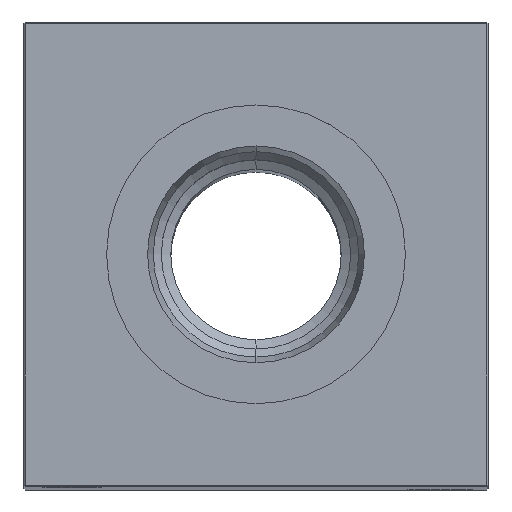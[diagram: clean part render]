
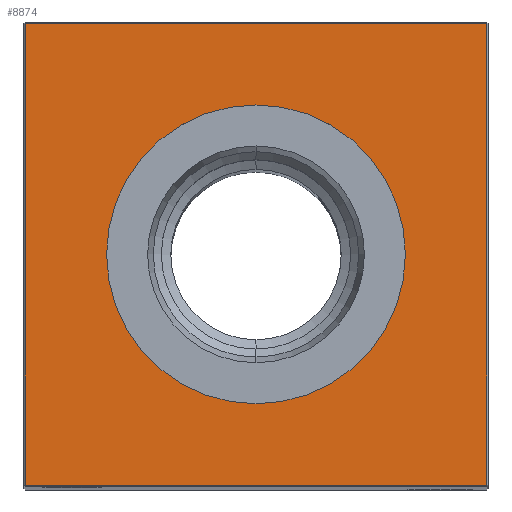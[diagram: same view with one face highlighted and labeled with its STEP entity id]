
A CAD part, top view. The second image highlights one B-rep face of the part: STEP entity #8874.
In plain terms, the highlighted planar face has unit normal (0, 0, 1).
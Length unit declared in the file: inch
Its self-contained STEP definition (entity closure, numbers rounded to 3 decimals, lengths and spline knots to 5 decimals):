
#35 = DIRECTION ( 'NONE',  ( 0., 0., -1. ) ) ;
#1706 = CARTESIAN_POINT ( 'NONE',  ( 0., 0., 12.25 ) ) ;
#1933 = CARTESIAN_POINT ( 'NONE',  ( -1.49, -1.49, 12.25 ) ) ;
#3168 = CARTESIAN_POINT ( 'NONE',  ( 1.49, 0., 12.25 ) ) ;
#3184 = AXIS2_PLACEMENT_3D ( 'NONE', #17717, #35, #4028 ) ;
#3862 = ORIENTED_EDGE ( 'NONE', *, *, #16767, .T. ) ;
#3921 = EDGE_CURVE ( 'NONE', #12002, #18900, #13549, .T. ) ;
#4028 = DIRECTION ( 'NONE',  ( -1., 0., 0. ) ) ;
#4474 = AXIS2_PLACEMENT_3D ( 'NONE', #1706, #9586, #17450 ) ;
#5388 = DIRECTION ( 'NONE',  ( -1., 0., 0. ) ) ;
#5446 = CARTESIAN_POINT ( 'NONE',  ( -1.49, 1.49, 12.25 ) ) ;
#5496 = LINE ( 'NONE', #3168, #22543 ) ;
#5540 = CARTESIAN_POINT ( 'NONE',  ( 0., -1.49, 12.25 ) ) ;
#6049 = DIRECTION ( 'NONE',  ( -1., 0., 0. ) ) ;
#6308 = ORIENTED_EDGE ( 'NONE', *, *, #9037, .T. ) ;
#7503 = CARTESIAN_POINT ( 'NONE',  ( 0., 0.96457, 12.25 ) ) ;
#7525 = FACE_BOUND ( 'NONE', #9738, .T. ) ;
#7719 = CARTESIAN_POINT ( 'NONE',  ( 0., 1.49, 12.25 ) ) ;
#8874 = ADVANCED_FACE ( 'NONE', ( #25184, #7525 ), #19382, .F. ) ;
#9015 = VECTOR ( 'NONE', #14058, 39.37008 ) ;
#9037 = EDGE_CURVE ( 'NONE', #14801, #17330, #9792, .T. ) ;
#9586 = DIRECTION ( 'NONE',  ( 0., 0., -1. ) ) ;
#9738 = EDGE_LOOP ( 'NONE', ( #6308, #18388 ) ) ;
#9792 = CIRCLE ( 'NONE', #3184, 0.96457 ) ;
#11105 = DIRECTION ( 'NONE',  ( 1., 0., 0. ) ) ;
#12002 = VERTEX_POINT ( 'NONE', #1933 ) ;
#13413 = EDGE_CURVE ( 'NONE', #18900, #15620, #5496, .T. ) ;
#13549 = LINE ( 'NONE', #5540, #15048 ) ;
#14058 = DIRECTION ( 'NONE',  ( 0., -1., 0. ) ) ;
#14176 = LINE ( 'NONE', #24333, #9015 ) ;
#14574 = CARTESIAN_POINT ( 'NONE',  ( 1.49, 1.49, 12.25 ) ) ;
#14785 = CARTESIAN_POINT ( 'NONE',  ( 1.49, -1.49, 12.25 ) ) ;
#14801 = VERTEX_POINT ( 'NONE', #7503 ) ;
#15048 = VECTOR ( 'NONE', #11105, 39.37008 ) ;
#15620 = VERTEX_POINT ( 'NONE', #14574 ) ;
#16245 = AXIS2_PLACEMENT_3D ( 'NONE', #23165, #23042, #5388 ) ;
#16767 = EDGE_CURVE ( 'NONE', #15620, #23867, #19450, .T. ) ;
#17330 = VERTEX_POINT ( 'NONE', #19141 ) ;
#17450 = DIRECTION ( 'NONE',  ( -1., 0., 0. ) ) ;
#17717 = CARTESIAN_POINT ( 'NONE',  ( 0., 0., 12.25 ) ) ;
#17733 = EDGE_CURVE ( 'NONE', #23867, #12002, #14176, .T. ) ;
#18388 = ORIENTED_EDGE ( 'NONE', *, *, #23529, .T. ) ;
#18900 = VERTEX_POINT ( 'NONE', #14785 ) ;
#19141 = CARTESIAN_POINT ( 'NONE',  ( 0., -0.96457, 12.25 ) ) ;
#19294 = DIRECTION ( 'NONE',  ( 0., 1., 0. ) ) ;
#19382 = PLANE ( 'NONE',  #4474 ) ;
#19450 = LINE ( 'NONE', #7719, #21361 ) ;
#21233 = ORIENTED_EDGE ( 'NONE', *, *, #3921, .T. ) ;
#21241 = CIRCLE ( 'NONE', #16245, 0.96457 ) ;
#21361 = VECTOR ( 'NONE', #6049, 39.37008 ) ;
#22543 = VECTOR ( 'NONE', #19294, 39.37008 ) ;
#23042 = DIRECTION ( 'NONE',  ( 0., 0., -1. ) ) ;
#23165 = CARTESIAN_POINT ( 'NONE',  ( 0., 0., 12.25 ) ) ;
#23403 = ORIENTED_EDGE ( 'NONE', *, *, #17733, .T. ) ;
#23529 = EDGE_CURVE ( 'NONE', #17330, #14801, #21241, .T. ) ;
#23867 = VERTEX_POINT ( 'NONE', #5446 ) ;
#24024 = EDGE_LOOP ( 'NONE', ( #23403, #21233, #24618, #3862 ) ) ;
#24333 = CARTESIAN_POINT ( 'NONE',  ( -1.49, 0., 12.25 ) ) ;
#24618 = ORIENTED_EDGE ( 'NONE', *, *, #13413, .T. ) ;
#25184 = FACE_OUTER_BOUND ( 'NONE', #24024, .T. ) ;
